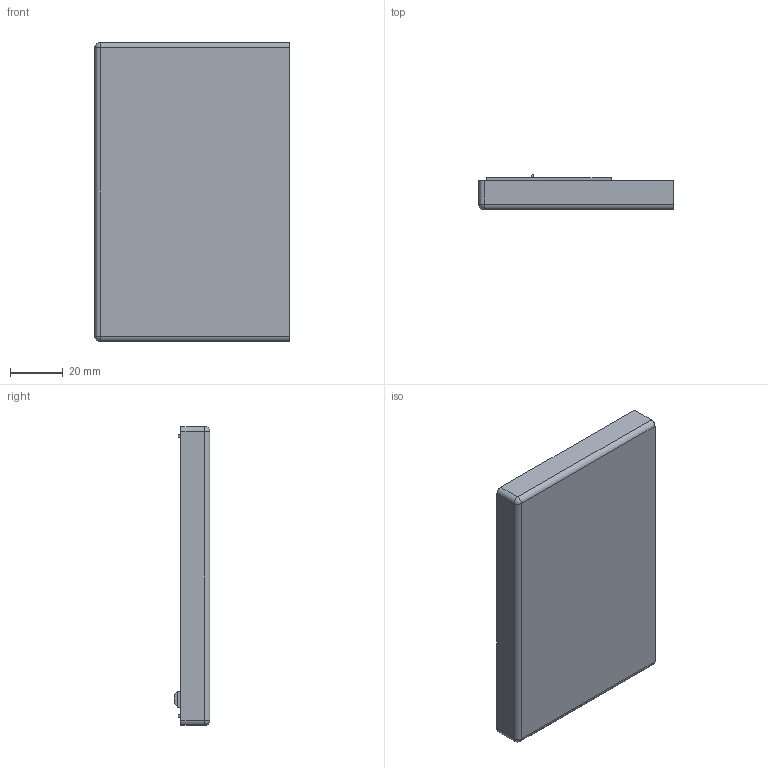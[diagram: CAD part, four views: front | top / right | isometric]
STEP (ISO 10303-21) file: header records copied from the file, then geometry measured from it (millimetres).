
FILE_DESCRIPTION((''),'2;1');
FILE_NAME('20001482P01_ASM','2023-05-23T11:20:17',('sivasanker.y'),(''),'CREO PARAMETRIC BY PTC INC, 2021284','CREO PARAMETRIC BY PTC INC, 2021284','');
FILE_SCHEMA(('CONFIG_CONTROL_DESIGN'));
Length unit declared in the file: millimetre
Products named in the file (4): 20001464IP101_FOR_ASM; 20001500IP201; 600913IP401; 20001482P01_ASM
Assembly tree (4 placements, depth 2):
  20001482P01_ASM
    20001464IP101_FOR_ASM
    20001500IP201  x2
    600913IP401
Bounding box: 73.5 x 13.58 x 113 mm (x, y, z)
Volume: 12711.5 mm3; surface area: 26280.4 mm2
Topology: 6 solids, 6 shells, 103 faces, 222 edges, 128 vertices
Faces by surface type: plane 77, cylinder 22, sphere 4
Entity records: 2460 total; most frequent: DIRECTION 432, CARTESIAN_POINT 399, ORIENTED_EDGE 380, EDGE_CURVE 190, AXIS2_PLACEMENT_3D 145, VECTOR 142, LINE 142, VERTEX_POINT 112
